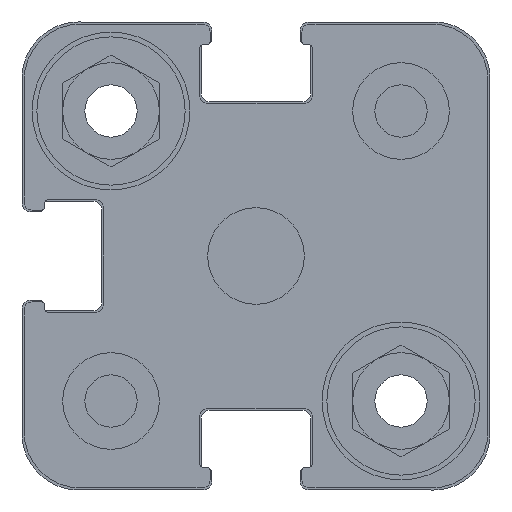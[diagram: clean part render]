
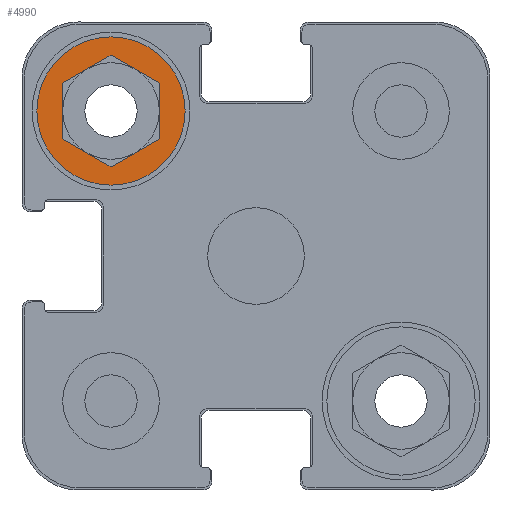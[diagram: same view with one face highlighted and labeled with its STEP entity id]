
A CAD part, front view. The second image highlights one B-rep face of the part: STEP entity #4990.
In plain terms, the highlighted planar face has unit normal (0, -1, 0).
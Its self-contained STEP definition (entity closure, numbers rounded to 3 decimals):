
#3653=CARTESIAN_POINT('',(-4.4,-81.5,9.));
#3654=VERTEX_POINT('',#3653);
#3655=CARTESIAN_POINT('',(-9.,-81.5,9.));
#3656=DIRECTION('',(0.0,-1.0,0.0));
#3657=DIRECTION('',(-1.0,0.0,0.0));
#3658=AXIS2_PLACEMENT_3D('',#3655,#3656,#3657);
#3659=CIRCLE('',#3658,4.6);
#3660=EDGE_CURVE('',#3654,#3654,#3659,.T.);
#4324=CARTESIAN_POINT('',(-6.,-81.5,10.732));
#4325=VERTEX_POINT('',#4324);
#4332=CARTESIAN_POINT('',(-9.,-81.5,12.464));
#4333=VERTEX_POINT('',#4332);
#4334=CARTESIAN_POINT('',(-9.,-81.5,12.464));
#4335=DIRECTION('',(0.866,0.0,-0.5));
#4336=VECTOR('',#4335,3.464);
#4337=LINE('',#4334,#4336);
#4338=EDGE_CURVE('',#4333,#4325,#4337,.T.);
#4356=CARTESIAN_POINT('',(-6.,-81.5,7.268));
#4357=VERTEX_POINT('',#4356);
#4364=CARTESIAN_POINT('',(-6.,-81.5,10.732));
#4365=DIRECTION('',(0.0,0.0,-1.0));
#4366=VECTOR('',#4365,3.464);
#4367=LINE('',#4364,#4366);
#4368=EDGE_CURVE('',#4325,#4357,#4367,.T.);
#4381=CARTESIAN_POINT('',(-9.,-81.5,5.536));
#4382=VERTEX_POINT('',#4381);
#4389=CARTESIAN_POINT('',(-6.,-81.5,7.268));
#4390=DIRECTION('',(-0.866,0.0,-0.5));
#4391=VECTOR('',#4390,3.464);
#4392=LINE('',#4389,#4391);
#4393=EDGE_CURVE('',#4357,#4382,#4392,.T.);
#4406=CARTESIAN_POINT('',(-12.,-81.5,7.268));
#4407=VERTEX_POINT('',#4406);
#4414=CARTESIAN_POINT('',(-9.,-81.5,5.536));
#4415=DIRECTION('',(-0.866,0.0,0.5));
#4416=VECTOR('',#4415,3.464);
#4417=LINE('',#4414,#4416);
#4418=EDGE_CURVE('',#4382,#4407,#4417,.T.);
#4431=CARTESIAN_POINT('',(-12.,-81.5,10.732));
#4432=VERTEX_POINT('',#4431);
#4439=CARTESIAN_POINT('',(-12.,-81.5,7.268));
#4440=DIRECTION('',(0.0,0.0,1.0));
#4441=VECTOR('',#4440,3.464);
#4442=LINE('',#4439,#4441);
#4443=EDGE_CURVE('',#4407,#4432,#4442,.T.);
#4457=CARTESIAN_POINT('',(-12.,-81.5,10.732));
#4458=DIRECTION('',(0.866,0.0,0.5));
#4459=VECTOR('',#4458,3.464);
#4460=LINE('',#4457,#4459);
#4461=EDGE_CURVE('',#4432,#4333,#4460,.T.);
#4974=CARTESIAN_POINT('',(-0.728,-81.5,0.));
#4975=DIRECTION('',(0.0,1.0,0.0));
#4976=DIRECTION('',(0.0,0.0,1.0));
#4977=AXIS2_PLACEMENT_3D('',#4974,#4975,#4976);
#4978=PLANE('',#4977);
#4979=ORIENTED_EDGE('',*,*,#3660,.T.);
#4980=EDGE_LOOP('',(#4979));
#4981=FACE_OUTER_BOUND('',#4980,.T.);
#4982=ORIENTED_EDGE('',*,*,#4338,.T.);
#4983=ORIENTED_EDGE('',*,*,#4368,.T.);
#4984=ORIENTED_EDGE('',*,*,#4393,.T.);
#4985=ORIENTED_EDGE('',*,*,#4418,.T.);
#4986=ORIENTED_EDGE('',*,*,#4443,.T.);
#4987=ORIENTED_EDGE('',*,*,#4461,.T.);
#4988=EDGE_LOOP('',(#4982,#4983,#4984,#4985,#4986,#4987));
#4989=FACE_BOUND('',#4988,.T.);
#4990=ADVANCED_FACE('',(#4981,#4989),#4978,.F.);
